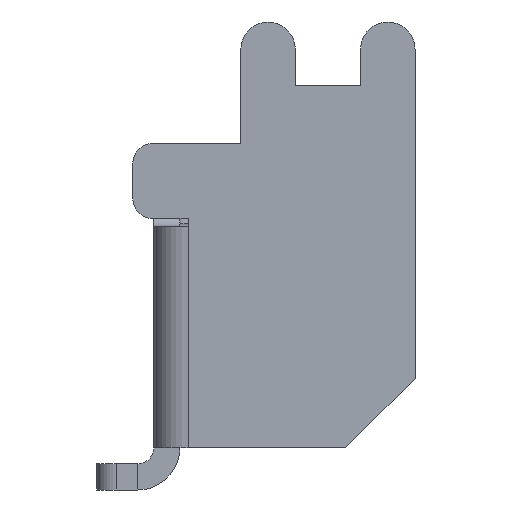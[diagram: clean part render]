
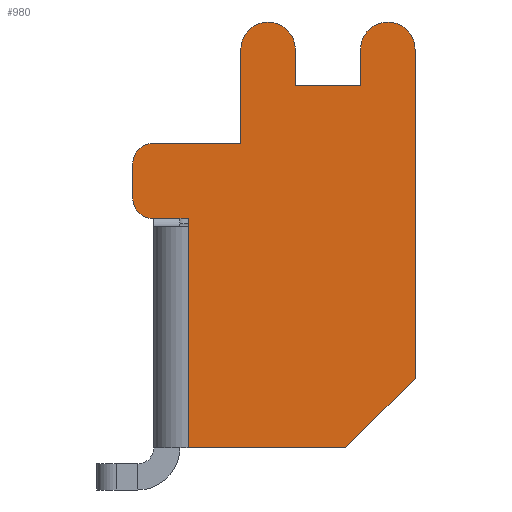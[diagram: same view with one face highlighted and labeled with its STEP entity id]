
A CAD part, left-side view. The second image highlights one B-rep face of the part: STEP entity #980.
In plain terms, the highlighted planar face has unit normal (-1, 0, 0).
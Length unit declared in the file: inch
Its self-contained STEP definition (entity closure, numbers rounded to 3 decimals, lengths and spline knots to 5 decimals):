
#6 = VERTEX_POINT ( 'NONE', #53 ) ;
#16 = VECTOR ( 'NONE', #740, 39.37008 ) ;
#19 = EDGE_CURVE ( 'NONE', #623, #1482, #443, .T. ) ;
#20 = ORIENTED_EDGE ( 'NONE', *, *, #679, .F. ) ;
#53 = CARTESIAN_POINT ( 'NONE',  ( -0.24016, -0.37402, 0.44579 ) ) ;
#134 = VECTOR ( 'NONE', #1505, 39.37008 ) ;
#153 = ORIENTED_EDGE ( 'NONE', *, *, #789, .T. ) ;
#154 = EDGE_CURVE ( 'NONE', #6, #1258, #1799, .T. ) ;
#178 = CARTESIAN_POINT ( 'NONE',  ( -0.24016, -0.34744, -0.275 ) ) ;
#183 = DIRECTION ( 'NONE',  ( 0., 1., 0. ) ) ;
#189 = LINE ( 'NONE', #317, #1374 ) ;
#210 = LINE ( 'NONE', #1780, #1269 ) ;
#237 = DIRECTION ( 'NONE',  ( 0., 0., -1. ) ) ;
#275 = CARTESIAN_POINT ( 'NONE',  ( -0.24016, -0.47244, -0.15 ) ) ;
#291 = CARTESIAN_POINT ( 'NONE',  ( -0.24016, -0.06224, -0.275 ) ) ;
#298 = LINE ( 'NONE', #445, #799 ) ;
#299 = ORIENTED_EDGE ( 'NONE', *, *, #854, .F. ) ;
#315 = CARTESIAN_POINT ( 'NONE',  ( -0.24016, -0.15748, 0.275 ) ) ;
#317 = CARTESIAN_POINT ( 'NONE',  ( -0.24016, 0.03776, 0.275 ) ) ;
#325 = DIRECTION ( 'NONE',  ( 0., 1., 0. ) ) ;
#330 = DIRECTION ( 'NONE',  ( 0., 1., 0. ) ) ;
#338 = CARTESIAN_POINT ( 'NONE',  ( -0.24016, -0.37402, 0.38 ) ) ;
#342 = EDGE_CURVE ( 'NONE', #548, #464, #1847, .T. ) ;
#390 = ORIENTED_EDGE ( 'NONE', *, *, #797, .T. ) ;
#399 = ORIENTED_EDGE ( 'NONE', *, *, #1749, .F. ) ;
#419 = EDGE_CURVE ( 'NONE', #1465, #6, #1709, .T. ) ;
#438 = DIRECTION ( 'NONE',  ( 0., 1., 0. ) ) ;
#443 = CIRCLE ( 'NONE', #1708, 0.035 ) ;
#445 = CARTESIAN_POINT ( 'NONE',  ( -0.24016, -0.25591, 0.38 ) ) ;
#464 = VERTEX_POINT ( 'NONE', #1721 ) ;
#467 = DIRECTION ( 'NONE',  ( 0., 0., -1. ) ) ;
#472 = CARTESIAN_POINT ( 'NONE',  ( -0.24016, -0.15748, 0.275 ) ) ;
#474 = DIRECTION ( 'NONE',  ( 1., 0., 0. ) ) ;
#485 = VERTEX_POINT ( 'NONE', #1439 ) ;
#533 = EDGE_CURVE ( 'NONE', #1482, #1479, #189, .T. ) ;
#547 = CARTESIAN_POINT ( 'NONE',  ( -0.24016, 0.03776, 0.175 ) ) ;
#548 = VERTEX_POINT ( 'NONE', #178 ) ;
#552 = CARTESIAN_POINT ( 'NONE',  ( -0.24016, -0.04724, 0.275 ) ) ;
#561 = DIRECTION ( 'NONE',  ( -1., 0., 0. ) ) ;
#597 = DIRECTION ( 'NONE',  ( 0., 0., -1. ) ) ;
#607 = DIRECTION ( 'NONE',  ( -1., 0., 0. ) ) ;
#616 = FACE_OUTER_BOUND ( 'NONE', #1801, .T. ) ;
#623 = VERTEX_POINT ( 'NONE', #1028 ) ;
#625 = EDGE_CURVE ( 'NONE', #1258, #953, #1607, .T. ) ;
#627 = LINE ( 'NONE', #1178, #1742 ) ;
#679 = EDGE_CURVE ( 'NONE', #1719, #1430, #210, .T. ) ;
#682 = CARTESIAN_POINT ( 'NONE',  ( -0.24016, -0.47244, 0.44579 ) ) ;
#691 = ORIENTED_EDGE ( 'NONE', *, *, #533, .T. ) ;
#699 = CARTESIAN_POINT ( 'NONE',  ( -0.24016, -0.47244, -0.275 ) ) ;
#725 = CARTESIAN_POINT ( 'NONE',  ( -0.24016, -0.42323, 0.44579 ) ) ;
#740 = DIRECTION ( 'NONE',  ( 0., 1., 0. ) ) ;
#751 = CIRCLE ( 'NONE', #1835, 0.04921 ) ;
#776 = VECTOR ( 'NONE', #875, 39.37008 ) ;
#789 = EDGE_CURVE ( 'NONE', #953, #1068, #298, .T. ) ;
#797 = EDGE_CURVE ( 'NONE', #1669, #1072, #970, .T. ) ;
#799 = VECTOR ( 'NONE', #1548, 39.37008 ) ;
#806 = ORIENTED_EDGE ( 'NONE', *, *, #876, .F. ) ;
#843 = LINE ( 'NONE', #699, #16 ) ;
#854 = EDGE_CURVE ( 'NONE', #548, #1719, #843, .T. ) ;
#875 = DIRECTION ( 'NONE',  ( 0., 0., -1. ) ) ;
#876 = EDGE_CURVE ( 'NONE', #623, #1724, #1566, .T. ) ;
#908 = EDGE_CURVE ( 'NONE', #1068, #485, #751, .T. ) ;
#924 = EDGE_CURVE ( 'NONE', #1479, #1669, #1411, .T. ) ;
#953 = VERTEX_POINT ( 'NONE', #1170 ) ;
#970 = LINE ( 'NONE', #1110, #1423 ) ;
#980 = ADVANCED_FACE ( 'NONE', ( #616 ), #1623, .F. ) ;
#1022 = LINE ( 'NONE', #472, #1211 ) ;
#1023 = CARTESIAN_POINT ( 'NONE',  ( -0.24016, 0.00276, 0.175 ) ) ;
#1026 = DIRECTION ( 'NONE',  ( -1., 0., 0. ) ) ;
#1028 = CARTESIAN_POINT ( 'NONE',  ( -0.24016, 0.00276, 0.275 ) ) ;
#1032 = DIRECTION ( 'NONE',  ( -1., 0., 0. ) ) ;
#1047 = CARTESIAN_POINT ( 'NONE',  ( -0.24016, 0.00276, 0.24 ) ) ;
#1068 = VERTEX_POINT ( 'NONE', #1441 ) ;
#1072 = VERTEX_POINT ( 'NONE', #1732 ) ;
#1110 = CARTESIAN_POINT ( 'NONE',  ( -0.24016, -0.06224, 0.14 ) ) ;
#1117 = DIRECTION ( 'NONE',  ( 0., -1., 0. ) ) ;
#1140 = EDGE_CURVE ( 'NONE', #1430, #1072, #627, .T. ) ;
#1163 = DIRECTION ( 'NONE',  ( 0., 1., 0. ) ) ;
#1165 = CARTESIAN_POINT ( 'NONE',  ( -0.24016, 0.00276, 0.14 ) ) ;
#1170 = CARTESIAN_POINT ( 'NONE',  ( -0.24016, -0.25591, 0.38 ) ) ;
#1173 = EDGE_CURVE ( 'NONE', #485, #1724, #1022, .T. ) ;
#1177 = ORIENTED_EDGE ( 'NONE', *, *, #1173, .T. ) ;
#1178 = CARTESIAN_POINT ( 'NONE',  ( -0.24016, -0.06224, 0.275 ) ) ;
#1211 = VECTOR ( 'NONE', #597, 39.37008 ) ;
#1258 = VERTEX_POINT ( 'NONE', #338 ) ;
#1269 = VECTOR ( 'NONE', #1514, 39.37008 ) ;
#1352 = ORIENTED_EDGE ( 'NONE', *, *, #1140, .F. ) ;
#1365 = CARTESIAN_POINT ( 'NONE',  ( -0.24016, -0.06224, 0.125 ) ) ;
#1374 = VECTOR ( 'NONE', #467, 39.37008 ) ;
#1395 = CARTESIAN_POINT ( 'NONE',  ( -0.24016, 0.03776, 0.24 ) ) ;
#1405 = VECTOR ( 'NONE', #1426, 39.37008 ) ;
#1411 = CIRCLE ( 'NONE', #1591, 0.035 ) ;
#1423 = VECTOR ( 'NONE', #1848, 39.37008 ) ;
#1426 = DIRECTION ( 'NONE',  ( 0., -0.707, 0.707 ) ) ;
#1430 = VERTEX_POINT ( 'NONE', #1365 ) ;
#1439 = CARTESIAN_POINT ( 'NONE',  ( -0.24016, -0.15748, 0.44579 ) ) ;
#1441 = CARTESIAN_POINT ( 'NONE',  ( -0.24016, -0.25591, 0.44579 ) ) ;
#1465 = VERTEX_POINT ( 'NONE', #682 ) ;
#1466 = AXIS2_PLACEMENT_3D ( 'NONE', #725, #561, #438 ) ;
#1479 = VERTEX_POINT ( 'NONE', #547 ) ;
#1481 = CARTESIAN_POINT ( 'NONE',  ( -0.24016, -0.20669, 0.44579 ) ) ;
#1482 = VERTEX_POINT ( 'NONE', #1395 ) ;
#1505 = DIRECTION ( 'NONE',  ( 0., 1., 0. ) ) ;
#1514 = DIRECTION ( 'NONE',  ( 0., 0., 1. ) ) ;
#1515 = ORIENTED_EDGE ( 'NONE', *, *, #154, .T. ) ;
#1526 = CARTESIAN_POINT ( 'NONE',  ( -0.24016, -0.25591, 0.38 ) ) ;
#1547 = CARTESIAN_POINT ( 'NONE',  ( -0.24016, -0.37402, 0.38 ) ) ;
#1548 = DIRECTION ( 'NONE',  ( 0., 0., 1. ) ) ;
#1566 = LINE ( 'NONE', #552, #1668 ) ;
#1573 = LINE ( 'NONE', #1587, #776 ) ;
#1587 = CARTESIAN_POINT ( 'NONE',  ( -0.24016, -0.47244, 0.275 ) ) ;
#1591 = AXIS2_PLACEMENT_3D ( 'NONE', #1023, #1032, #1163 ) ;
#1607 = LINE ( 'NONE', #1526, #134 ) ;
#1623 = PLANE ( 'NONE',  #1740 ) ;
#1627 = ORIENTED_EDGE ( 'NONE', *, *, #625, .T. ) ;
#1649 = VECTOR ( 'NONE', #237, 39.37008 ) ;
#1668 = VECTOR ( 'NONE', #1117, 39.37008 ) ;
#1669 = VERTEX_POINT ( 'NONE', #1165 ) ;
#1708 = AXIS2_PLACEMENT_3D ( 'NONE', #1047, #1026, #325 ) ;
#1709 = CIRCLE ( 'NONE', #1466, 0.04921 ) ;
#1719 = VERTEX_POINT ( 'NONE', #291 ) ;
#1721 = CARTESIAN_POINT ( 'NONE',  ( -0.24016, -0.47244, -0.15 ) ) ;
#1724 = VERTEX_POINT ( 'NONE', #315 ) ;
#1732 = CARTESIAN_POINT ( 'NONE',  ( -0.24016, -0.06224, 0.14 ) ) ;
#1740 = AXIS2_PLACEMENT_3D ( 'NONE', #1763, #474, #330 ) ;
#1742 = VECTOR ( 'NONE', #1750, 39.37008 ) ;
#1749 = EDGE_CURVE ( 'NONE', #1465, #464, #1573, .T. ) ;
#1750 = DIRECTION ( 'NONE',  ( 0., 0., 1. ) ) ;
#1763 = CARTESIAN_POINT ( 'NONE',  ( -0.24016, 0., 0. ) ) ;
#1778 = ORIENTED_EDGE ( 'NONE', *, *, #419, .T. ) ;
#1780 = CARTESIAN_POINT ( 'NONE',  ( -0.24016, -0.06224, 0.275 ) ) ;
#1786 = ORIENTED_EDGE ( 'NONE', *, *, #924, .T. ) ;
#1790 = ORIENTED_EDGE ( 'NONE', *, *, #19, .T. ) ;
#1799 = LINE ( 'NONE', #1547, #1649 ) ;
#1801 = EDGE_LOOP ( 'NONE', ( #399, #1778, #1515, #1627, #153, #1855, #1177, #806, #1790, #691, #1786, #390, #1352, #20, #299, #1812 ) ) ;
#1812 = ORIENTED_EDGE ( 'NONE', *, *, #342, .T. ) ;
#1835 = AXIS2_PLACEMENT_3D ( 'NONE', #1481, #607, #183 ) ;
#1847 = LINE ( 'NONE', #275, #1405 ) ;
#1848 = DIRECTION ( 'NONE',  ( 0., -1., 0. ) ) ;
#1855 = ORIENTED_EDGE ( 'NONE', *, *, #908, .T. ) ;
